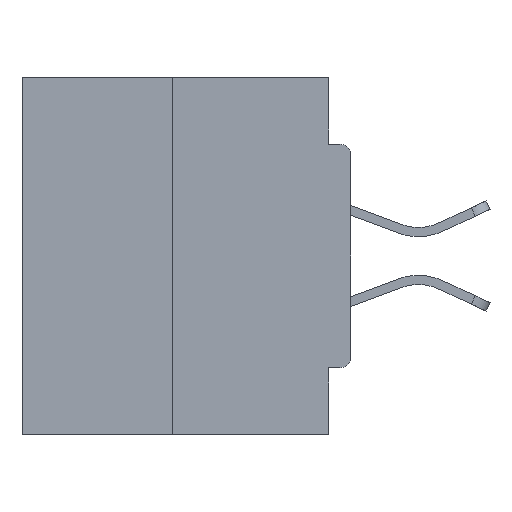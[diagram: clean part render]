
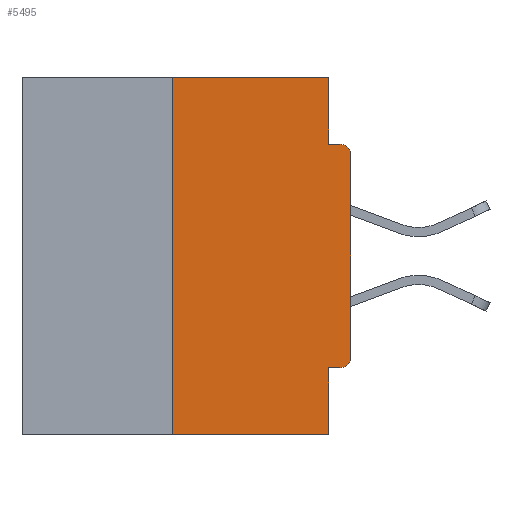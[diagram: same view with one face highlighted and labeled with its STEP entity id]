
A CAD part, left-side view. The second image highlights one B-rep face of the part: STEP entity #5495.
In plain terms, the highlighted planar face has unit normal (-1, 0, 0).
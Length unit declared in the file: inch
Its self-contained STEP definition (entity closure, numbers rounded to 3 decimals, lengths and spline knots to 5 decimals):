
#34 = CARTESIAN_POINT ( 'NONE',  ( 0., 0.46, -0.5 ) ) ;
#384 = LINE ( 'NONE', #34, #22643 ) ;
#407 = EDGE_CURVE ( 'NONE', #16395, #24297, #16337, .T. ) ;
#669 = EDGE_CURVE ( 'NONE', #17665, #6551, #10266, .T. ) ;
#814 = VERTEX_POINT ( 'NONE', #22991 ) ;
#1591 = CARTESIAN_POINT ( 'NONE',  ( 0., 0.25, -0.5 ) ) ;
#1703 = VECTOR ( 'NONE', #11837, 39.37008 ) ;
#2222 = EDGE_CURVE ( 'NONE', #6551, #11791, #25215, .T. ) ;
#3055 = CARTESIAN_POINT ( 'NONE',  ( 0., 0.015, -0.4065 ) ) ;
#3168 = ORIENTED_EDGE ( 'NONE', *, *, #669, .F. ) ;
#3716 = DIRECTION ( 'NONE',  ( 0., 0., -1. ) ) ;
#3999 = ORIENTED_EDGE ( 'NONE', *, *, #15197, .T. ) ;
#4225 = VERTEX_POINT ( 'NONE', #22034 ) ;
#4251 = DIRECTION ( 'NONE',  ( 0., 0., 1. ) ) ;
#4752 = LINE ( 'NONE', #8228, #11975 ) ;
#4986 = ORIENTED_EDGE ( 'NONE', *, *, #7308, .F. ) ;
#5495 = ADVANCED_FACE ( 'NONE', ( #18754 ), #24070, .F. ) ;
#5509 = ORIENTED_EDGE ( 'NONE', *, *, #8207, .T. ) ;
#5835 = DIRECTION ( 'NONE',  ( 1., 0., 0. ) ) ;
#5887 = VECTOR ( 'NONE', #24865, 39.37008 ) ;
#6507 = ORIENTED_EDGE ( 'NONE', *, *, #8741, .F. ) ;
#6551 = VERTEX_POINT ( 'NONE', #13297 ) ;
#6604 = EDGE_CURVE ( 'NONE', #814, #9561, #10964, .T. ) ;
#6772 = EDGE_LOOP ( 'NONE', ( #4986, #15365, #18721, #25274, #3168, #5509, #33460, #3999, #6507, #7137 ) ) ;
#7137 = ORIENTED_EDGE ( 'NONE', *, *, #407, .F. ) ;
#7308 = EDGE_CURVE ( 'NONE', #18099, #16395, #16956, .T. ) ;
#7919 = EDGE_CURVE ( 'NONE', #32340, #11791, #384, .T. ) ;
#8207 = EDGE_CURVE ( 'NONE', #17665, #814, #14426, .T. ) ;
#8228 = CARTESIAN_POINT ( 'NONE',  ( 0., 0., -0.0935 ) ) ;
#8398 = DIRECTION ( 'NONE',  ( 0., 0., -1. ) ) ;
#8738 = DIRECTION ( 'NONE',  ( -1., 0., 0. ) ) ;
#8741 = EDGE_CURVE ( 'NONE', #24297, #4225, #4752, .T. ) ;
#8854 = AXIS2_PLACEMENT_3D ( 'NONE', #24090, #8738, #3716 ) ;
#9561 = VERTEX_POINT ( 'NONE', #33485 ) ;
#10237 = AXIS2_PLACEMENT_3D ( 'NONE', #10855, #5835, #8398 ) ;
#10266 = LINE ( 'NONE', #16968, #5887 ) ;
#10855 = CARTESIAN_POINT ( 'NONE',  ( 0., 0.46, 0. ) ) ;
#10964 = LINE ( 'NONE', #29714, #1703 ) ;
#11222 = CARTESIAN_POINT ( 'NONE',  ( 0., 0.031, 0. ) ) ;
#11791 = VERTEX_POINT ( 'NONE', #20671 ) ;
#11837 = DIRECTION ( 'NONE',  ( 0., 0., 1. ) ) ;
#11975 = VECTOR ( 'NONE', #31417, 39.37008 ) ;
#12523 = LINE ( 'NONE', #30214, #28033 ) ;
#12782 = EDGE_CURVE ( 'NONE', #32340, #18099, #12523, .T. ) ;
#13176 = CARTESIAN_POINT ( 'NONE',  ( 0., 0.031, -0.5 ) ) ;
#13297 = CARTESIAN_POINT ( 'NONE',  ( 0., 0.031, -0.4065 ) ) ;
#13733 = DIRECTION ( 'NONE',  ( -1., 0., 0. ) ) ;
#14426 = CIRCLE ( 'NONE', #22055, 0.015 ) ;
#15197 = EDGE_CURVE ( 'NONE', #9561, #4225, #31968, .T. ) ;
#15365 = ORIENTED_EDGE ( 'NONE', *, *, #12782, .F. ) ;
#15726 = VECTOR ( 'NONE', #23383, 39.37008 ) ;
#16337 = LINE ( 'NONE', #11222, #28206 ) ;
#16395 = VERTEX_POINT ( 'NONE', #17190 ) ;
#16956 = LINE ( 'NONE', #26453, #15726 ) ;
#16968 = CARTESIAN_POINT ( 'NONE',  ( 0., 0., -0.4065 ) ) ;
#17190 = CARTESIAN_POINT ( 'NONE',  ( 0., 0.031, 0. ) ) ;
#17665 = VERTEX_POINT ( 'NONE', #3055 ) ;
#18099 = VERTEX_POINT ( 'NONE', #31766 ) ;
#18466 = CARTESIAN_POINT ( 'NONE',  ( 0., 0.031, -0.0935 ) ) ;
#18721 = ORIENTED_EDGE ( 'NONE', *, *, #7919, .T. ) ;
#18754 = FACE_OUTER_BOUND ( 'NONE', #6772, .T. ) ;
#19066 = DIRECTION ( 'NONE',  ( 0., 0., -1. ) ) ;
#20308 = VECTOR ( 'NONE', #31453, 39.37008 ) ;
#20671 = CARTESIAN_POINT ( 'NONE',  ( 0., 0.031, -0.5 ) ) ;
#22034 = CARTESIAN_POINT ( 'NONE',  ( 0., 0.015, -0.0935 ) ) ;
#22055 = AXIS2_PLACEMENT_3D ( 'NONE', #29146, #13733, #24358 ) ;
#22643 = VECTOR ( 'NONE', #28127, 39.37008 ) ;
#22991 = CARTESIAN_POINT ( 'NONE',  ( 0., 0., -0.3915 ) ) ;
#23383 = DIRECTION ( 'NONE',  ( 0., -1., 0. ) ) ;
#24070 = PLANE ( 'NONE',  #10237 ) ;
#24090 = CARTESIAN_POINT ( 'NONE',  ( 0., 0.015, -0.1085 ) ) ;
#24297 = VERTEX_POINT ( 'NONE', #18466 ) ;
#24358 = DIRECTION ( 'NONE',  ( 0., 0., -1. ) ) ;
#24865 = DIRECTION ( 'NONE',  ( 0., 1., 0. ) ) ;
#25215 = LINE ( 'NONE', #13176, #20308 ) ;
#25274 = ORIENTED_EDGE ( 'NONE', *, *, #2222, .F. ) ;
#26453 = CARTESIAN_POINT ( 'NONE',  ( 0., 0.46, 0. ) ) ;
#28033 = VECTOR ( 'NONE', #4251, 39.37008 ) ;
#28127 = DIRECTION ( 'NONE',  ( 0., -1., 0. ) ) ;
#28206 = VECTOR ( 'NONE', #19066, 39.37008 ) ;
#29146 = CARTESIAN_POINT ( 'NONE',  ( 0., 0.015, -0.3915 ) ) ;
#29714 = CARTESIAN_POINT ( 'NONE',  ( 0., 0., 0. ) ) ;
#30214 = CARTESIAN_POINT ( 'NONE',  ( 0., 0.25, 0. ) ) ;
#31417 = DIRECTION ( 'NONE',  ( 0., -1., 0. ) ) ;
#31453 = DIRECTION ( 'NONE',  ( 0., 0., -1. ) ) ;
#31766 = CARTESIAN_POINT ( 'NONE',  ( 0., 0.25, 0. ) ) ;
#31968 = CIRCLE ( 'NONE', #8854, 0.015 ) ;
#32340 = VERTEX_POINT ( 'NONE', #1591 ) ;
#33460 = ORIENTED_EDGE ( 'NONE', *, *, #6604, .T. ) ;
#33485 = CARTESIAN_POINT ( 'NONE',  ( 0., 0., -0.1085 ) ) ;
